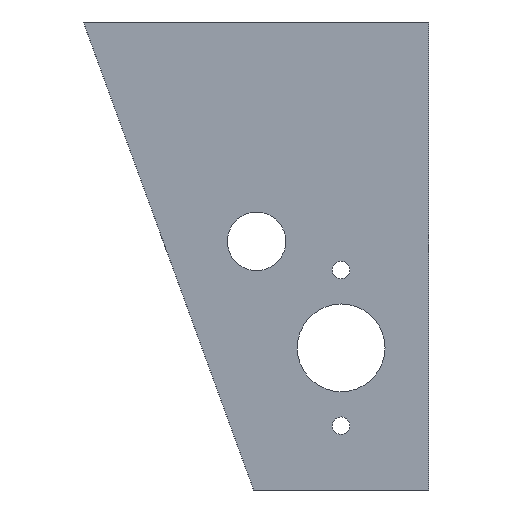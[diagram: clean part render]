
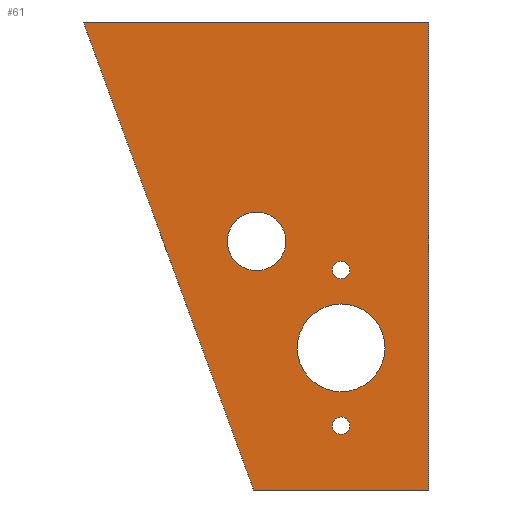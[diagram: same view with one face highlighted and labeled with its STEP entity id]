
A CAD part, front view. The second image highlights one B-rep face of the part: STEP entity #61.
In plain terms, the highlighted planar face has unit normal (0, -1, 0).
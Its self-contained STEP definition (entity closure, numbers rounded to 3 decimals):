
#61=ADVANCED_FACE('',(#127,#129,#131,#133,#135),#137,.T.);
#127=FACE_BOUND('',#128,.T.);
#128=EDGE_LOOP('',(#181,#182,#183,#184));
#129=FACE_BOUND('',#130,.T.);
#130=EDGE_LOOP('',(#185));
#131=FACE_BOUND('',#132,.T.);
#132=EDGE_LOOP('',(#186));
#133=FACE_BOUND('',#134,.T.);
#134=EDGE_LOOP('',(#187));
#135=FACE_BOUND('',#136,.T.);
#136=EDGE_LOOP('',(#188));
#137=PLANE('',#138);
#138=AXIS2_PLACEMENT_3D('',#139,#140,#141);
#139=CARTESIAN_POINT('',(-255.33,-16.1,-3.9));
#140=DIRECTION('',(0.,-1.,0.));
#141=DIRECTION('',(0.,0.,1.));
#181=ORIENTED_EDGE('',*,*,#215,.F.);
#182=ORIENTED_EDGE('',*,*,#205,.F.);
#183=ORIENTED_EDGE('',*,*,#209,.F.);
#184=ORIENTED_EDGE('',*,*,#212,.F.);
#185=ORIENTED_EDGE('',*,*,#204,.F.);
#186=ORIENTED_EDGE('',*,*,#202,.F.);
#187=ORIENTED_EDGE('',*,*,#200,.F.);
#188=ORIENTED_EDGE('',*,*,#198,.F.);
#198=EDGE_CURVE('',#219,#219,#220,.T.);
#200=EDGE_CURVE('',#223,#223,#224,.T.);
#202=EDGE_CURVE('',#227,#227,#228,.T.);
#204=EDGE_CURVE('',#231,#231,#232,.T.);
#205=EDGE_CURVE('',#233,#234,#235,.T.);
#209=EDGE_CURVE('',#241,#233,#242,.T.);
#212=EDGE_CURVE('',#246,#241,#247,.T.);
#215=EDGE_CURVE('',#234,#246,#251,.T.);
#219=VERTEX_POINT('',#258);
#220=CIRCLE('',#259,7.5);
#223=VERTEX_POINT('',#268);
#224=CIRCLE('',#269,5.);
#227=VERTEX_POINT('',#278);
#228=CIRCLE('',#279,1.5);
#231=VERTEX_POINT('',#288);
#232=CIRCLE('',#289,1.5);
#233=VERTEX_POINT('',#293);
#234=VERTEX_POINT('',#294);
#235=LINE('',#295,#296);
#241=VERTEX_POINT('',#309);
#242=LINE('',#310,#311);
#246=VERTEX_POINT('',#320);
#247=LINE('',#321,#322);
#251=LINE('',#331,#332);
#258=CARTESIAN_POINT('',(-249.33,-16.1,-17.2));
#259=AXIS2_PLACEMENT_3D('',#260,#261,#262);
#260=CARTESIAN_POINT('',(-256.83,-16.1,-17.2));
#261=DIRECTION('',(0.,-1.,0.));
#262=DIRECTION('',(1.,0.,0.));
#268=CARTESIAN_POINT('',(-266.298,-16.1,1.));
#269=AXIS2_PLACEMENT_3D('',#270,#271,#272);
#270=CARTESIAN_POINT('',(-271.298,-16.1,1.));
#271=DIRECTION('',(0.,-1.,0.));
#272=DIRECTION('',(1.,0.,0.));
#278=CARTESIAN_POINT('',(-255.33,-16.1,-30.5));
#279=AXIS2_PLACEMENT_3D('',#280,#281,#282);
#280=CARTESIAN_POINT('',(-256.83,-16.1,-30.5));
#281=DIRECTION('',(0.,-1.,0.));
#282=DIRECTION('',(1.,0.,0.));
#288=CARTESIAN_POINT('',(-255.33,-16.1,-3.9));
#289=AXIS2_PLACEMENT_3D('',#290,#291,#292);
#290=CARTESIAN_POINT('',(-256.83,-16.1,-3.9));
#291=DIRECTION('',(0.,-1.,0.));
#292=DIRECTION('',(1.,0.,0.));
#293=CARTESIAN_POINT('',(-300.91,-16.1,38.5));
#294=CARTESIAN_POINT('',(-241.868,-16.1,38.5));
#295=CARTESIAN_POINT('',(-300.91,-16.1,38.5));
#296=VECTOR('',#297,1.);
#297=DIRECTION('',(1.,0.,0.));
#309=CARTESIAN_POINT('',(-271.792,-16.1,-41.5));
#310=CARTESIAN_POINT('',(-271.792,-16.1,-41.5));
#311=VECTOR('',#312,1.);
#312=DIRECTION('',(-0.342,0.,0.94));
#320=CARTESIAN_POINT('',(-241.868,-16.1,-41.5));
#321=CARTESIAN_POINT('',(-241.868,-16.1,-41.5));
#322=VECTOR('',#323,1.);
#323=DIRECTION('',(-1.,0.,0.));
#331=CARTESIAN_POINT('',(-241.868,-16.1,38.5));
#332=VECTOR('',#333,1.);
#333=DIRECTION('',(0.,0.,-1.));
